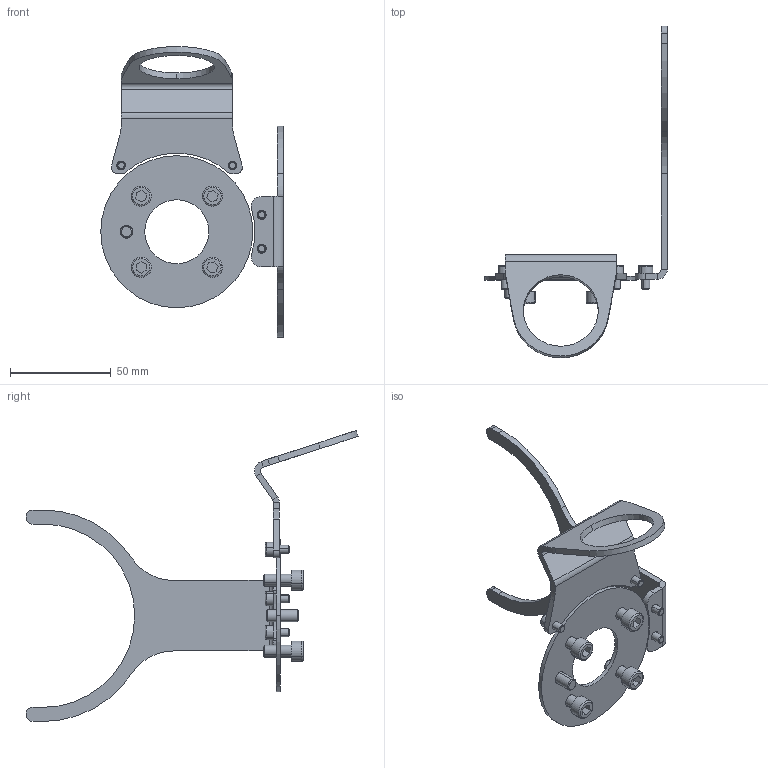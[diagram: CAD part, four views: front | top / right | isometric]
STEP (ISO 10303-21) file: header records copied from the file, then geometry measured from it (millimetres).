
FILE_DESCRIPTION (( 'STEP AP203' ), '1' );
FILE_NAME ('P5320.STEP', '2020-03-05T08:25:11', ( '' ), ( '' ), 'SwSTEP 2.0', 'SolidWorks 2019', '' );
FILE_SCHEMA (( 'CONFIG_CONTROL_DESIGN' ));
Length unit declared in the file: millimetre
Products named in the file (1): P5320
Bounding box: 90.6 x 164.9 x 144.46 mm (x, y, z)
Volume: 34129 mm3; surface area: 30050.7 mm2
Topology: 12 solids, 12 shells, 244 faces, 552 edges, 348 vertices
Faces by surface type: plane 120, cylinder 88, cone 20, torus 16
Entity records: 6923 total; most frequent: DIRECTION 1270, CARTESIAN_POINT 1145, ORIENTED_EDGE 1104, EDGE_CURVE 552, AXIS2_PLACEMENT_3D 473, VERTEX_POINT 348, VECTOR 324, LINE 324
